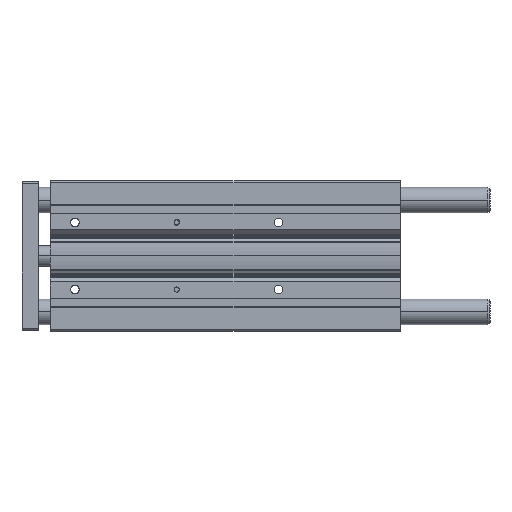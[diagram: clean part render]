
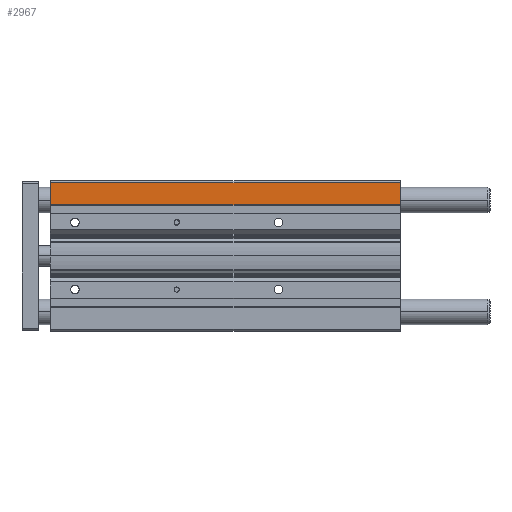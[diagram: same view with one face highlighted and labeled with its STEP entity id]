
A CAD part, top view. The second image highlights one B-rep face of the part: STEP entity #2967.
In plain terms, the highlighted planar face has unit normal (0, 0, 1).
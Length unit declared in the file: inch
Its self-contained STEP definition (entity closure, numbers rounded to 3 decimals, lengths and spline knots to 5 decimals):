
#13 = EDGE_CURVE ( 'NONE', #7544, #12665, #11008, .T. ) ;
#593 = VECTOR ( 'NONE', #13095, 39.37008 ) ;
#608 = EDGE_CURVE ( 'NONE', #7182, #12665, #10756, .T. ) ;
#1205 = VERTEX_POINT ( 'NONE', #8858 ) ;
#1917 = VECTOR ( 'NONE', #13894, 39.37008 ) ;
#2165 = CARTESIAN_POINT ( 'NONE',  ( 13.54331, 2.83465, 1.25984 ) ) ;
#2431 = DIRECTION ( 'NONE',  ( 0., -1., 0. ) ) ;
#2609 = EDGE_LOOP ( 'NONE', ( #7656, #12501, #10195, #9181 ) ) ;
#2967 = ADVANCED_FACE ( 'NONE', ( #10225 ), #7130, .F. ) ;
#3481 = EDGE_CURVE ( 'NONE', #1205, #7544, #13086, .T. ) ;
#3609 = EDGE_CURVE ( 'NONE', #1205, #7182, #7622, .T. ) ;
#4545 = CARTESIAN_POINT ( 'NONE',  ( 13.54331, 2.83465, 1.25984 ) ) ;
#5203 = CARTESIAN_POINT ( 'NONE',  ( 13.54331, 2.83465, 1.25984 ) ) ;
#6099 = CARTESIAN_POINT ( 'NONE',  ( 0., 2.83465, 1.25984 ) ) ;
#7130 = PLANE ( 'NONE',  #12470 ) ;
#7182 = VERTEX_POINT ( 'NONE', #9133 ) ;
#7544 = VERTEX_POINT ( 'NONE', #9801 ) ;
#7607 = CARTESIAN_POINT ( 'NONE',  ( 13.54331, 1.97835, 1.25984 ) ) ;
#7622 = LINE ( 'NONE', #2165, #9450 ) ;
#7656 = ORIENTED_EDGE ( 'NONE', *, *, #608, .T. ) ;
#8652 = DIRECTION ( 'NONE',  ( -1., 0., 0. ) ) ;
#8858 = CARTESIAN_POINT ( 'NONE',  ( 13.54331, 2.83465, 1.25984 ) ) ;
#9133 = CARTESIAN_POINT ( 'NONE',  ( 0., 2.83465, 1.25984 ) ) ;
#9181 = ORIENTED_EDGE ( 'NONE', *, *, #3609, .T. ) ;
#9450 = VECTOR ( 'NONE', #8652, 39.37008 ) ;
#9801 = CARTESIAN_POINT ( 'NONE',  ( 13.54331, 1.97835, 1.25984 ) ) ;
#10195 = ORIENTED_EDGE ( 'NONE', *, *, #3481, .F. ) ;
#10225 = FACE_OUTER_BOUND ( 'NONE', #2609, .T. ) ;
#10756 = LINE ( 'NONE', #6099, #593 ) ;
#11008 = LINE ( 'NONE', #7607, #14179 ) ;
#11707 = CARTESIAN_POINT ( 'NONE',  ( 0., 1.97835, 1.25984 ) ) ;
#12103 = DIRECTION ( 'NONE',  ( -1., 0., 0. ) ) ;
#12424 = DIRECTION ( 'NONE',  ( 0., 0., -1. ) ) ;
#12470 = AXIS2_PLACEMENT_3D ( 'NONE', #4545, #12424, #2431 ) ;
#12501 = ORIENTED_EDGE ( 'NONE', *, *, #13, .F. ) ;
#12665 = VERTEX_POINT ( 'NONE', #11707 ) ;
#13086 = LINE ( 'NONE', #5203, #1917 ) ;
#13095 = DIRECTION ( 'NONE',  ( 0., -1., 0. ) ) ;
#13894 = DIRECTION ( 'NONE',  ( 0., -1., 0. ) ) ;
#14179 = VECTOR ( 'NONE', #12103, 39.37008 ) ;
